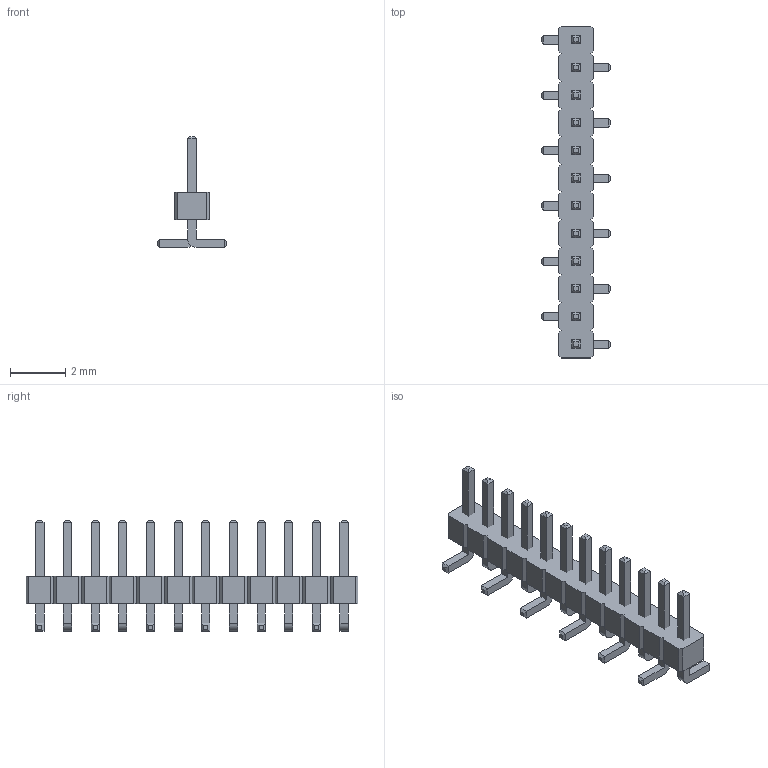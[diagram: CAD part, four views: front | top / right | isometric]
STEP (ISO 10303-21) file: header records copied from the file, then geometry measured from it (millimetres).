
FILE_DESCRIPTION(/* description */ ('model of PinHeader_1x12_P1.00mm_Vertical_SMD_Pin1Left'),/* implementation_level */ '2;1');
FILE_NAME(/* name */ 'PinHeader_1x12_P1.00mm_Vertical_SMD_Pin1Left.step',/* time_stamp */ '2018-01-24T12:08:14',/* author */ ('kicad StepUp','ksu'),/* organization */ ('FreeCAD'),/* preprocessor_version */ 'OCC',/* originating_system */ 'kicad StepUp',/* authorisation */ '');
FILE_SCHEMA(('AUTOMOTIVE_DESIGN { 1 0 10303 214 1 1 1 1 }'));
Length unit declared in the file: millimetre
Products named in the file (2): PinHeader_1x12_P100mm_Vertical_SMD_Pin1Left; Shape0_748680804783
Bounding box: 2.5 x 12 x 4 mm (x, y, z)
Volume: 20.4 mm3; surface area: 131.3 mm2
Topology: 13 solids, 13 shells, 280 faces, 666 edges, 412 vertices
Faces by surface type: plane 268, cylinder 12
Entity records: 5121 total; most frequent: ORIENTED_EDGE 1030, CARTESIAN_POINT 787, EDGE_CURVE 666, LINE 642, VERTEX_POINT 412, AXIS2_PLACEMENT_3D 299, ADVANCED_FACE 280, FACE_BOUND 280
